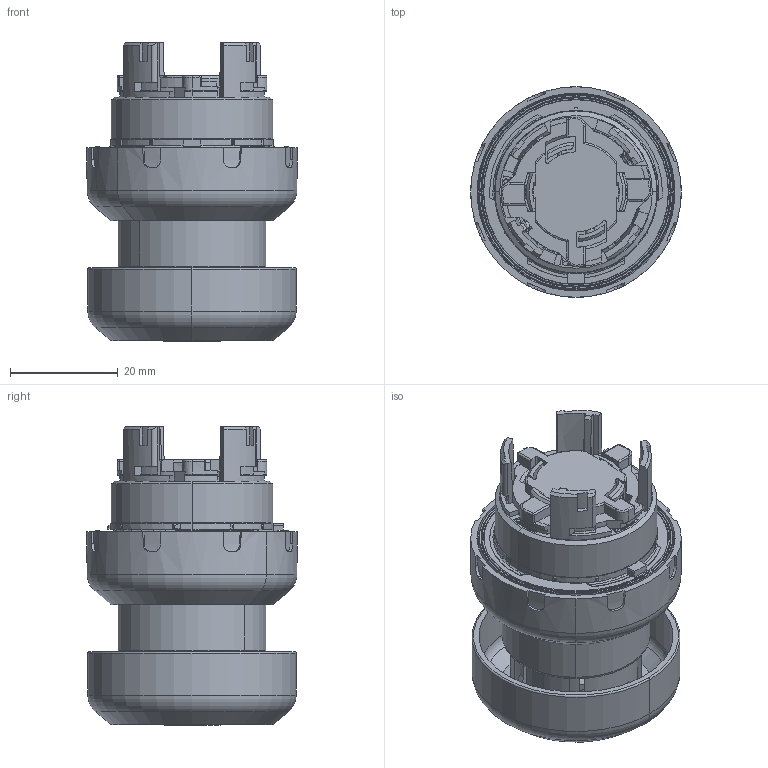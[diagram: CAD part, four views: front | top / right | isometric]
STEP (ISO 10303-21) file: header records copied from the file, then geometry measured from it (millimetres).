
FILE_DESCRIPTION (( 'STEP AP214' ), '1' );
FILE_NAME ('8602_3-009-_-217557-ap214.STEP', '2020-01-31T07:02:41', ( '' ), ( '' ), 'SwSTEP 2.0', 'SolidWorks 2018', '' );
FILE_SCHEMA (( 'AUTOMOTIVE_DESIGN' ));
Length unit declared in the file: millimetre
Products named in the file (1): 8602_3-009-_-217557-ap214
Bounding box: 39 x 39 x 55.35 mm (x, y, z)
Volume: 27608 mm3; surface area: 24139.7 mm2
Topology: 1 solids, 2 shells, 1919 faces, 5502 edges, 3482 vertices
Faces by surface type: plane 903, cylinder 420, cone 193, bspline 179, torus 149, sphere 75
Entity records: 84621 total; most frequent: CARTESIAN_POINT 21338, ORIENTED_EDGE 11000, DIRECTION 9743, EDGE_CURVE 5500, AXIS2_PLACEMENT_3D 3504, VERTEX_POINT 3482, LINE 2735, VECTOR 2735
